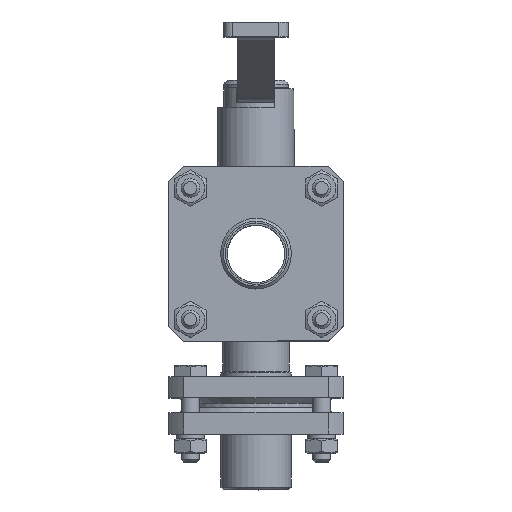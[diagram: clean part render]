
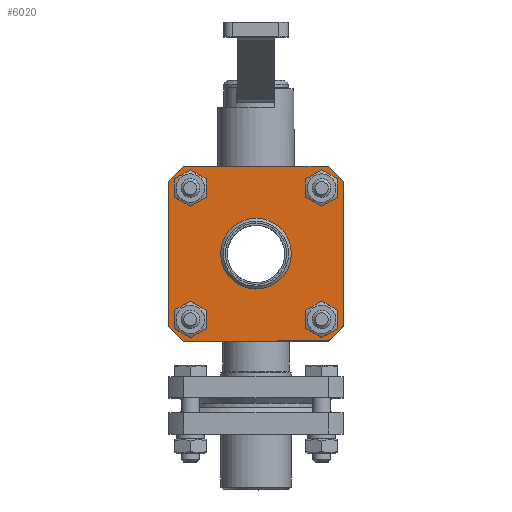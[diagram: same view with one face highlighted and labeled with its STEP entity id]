
A CAD part, top view. The second image highlights one B-rep face of the part: STEP entity #6020.
In plain terms, the highlighted planar face has unit normal (0, 0, 1).
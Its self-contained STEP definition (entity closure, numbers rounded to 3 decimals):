
#6020=ADVANCED_FACE('',(#11438,#11440,#11442,#11444,#11446,#11448),#11450,.F.);
#11438=FACE_BOUND('',#11439,.T.);
#11439=EDGE_LOOP('',(#14402,#14403,#14404,#14405,#14406,#14407,#14408,#14409));
#11440=FACE_BOUND('',#11441,.T.);
#11441=EDGE_LOOP('',(#14410));
#11442=FACE_BOUND('',#11443,.T.);
#11443=EDGE_LOOP('',(#14411));
#11444=FACE_BOUND('',#11445,.T.);
#11445=EDGE_LOOP('',(#14412));
#11446=FACE_BOUND('',#11447,.T.);
#11447=EDGE_LOOP('',(#14413));
#11448=FACE_BOUND('',#11449,.T.);
#11449=EDGE_LOOP('',(#14414));
#11450=PLANE('',#11451);
#11451=AXIS2_PLACEMENT_3D('',#11452,#11453,#11454);
#11452=CARTESIAN_POINT('',(0.,0.,62.5));
#11453=DIRECTION('',(0.,0.,-1.));
#11454=DIRECTION('',(-1.,-0.002,0.));
#14402=ORIENTED_EDGE('',*,*,#15864,.F.);
#14403=ORIENTED_EDGE('',*,*,#15865,.F.);
#14404=ORIENTED_EDGE('',*,*,#15866,.F.);
#14405=ORIENTED_EDGE('',*,*,#15867,.F.);
#14406=ORIENTED_EDGE('',*,*,#15868,.F.);
#14407=ORIENTED_EDGE('',*,*,#15869,.F.);
#14408=ORIENTED_EDGE('',*,*,#15870,.F.);
#14409=ORIENTED_EDGE('',*,*,#15871,.F.);
#14410=ORIENTED_EDGE('',*,*,#15848,.F.);
#14411=ORIENTED_EDGE('',*,*,#15850,.F.);
#14412=ORIENTED_EDGE('',*,*,#15852,.F.);
#14413=ORIENTED_EDGE('',*,*,#15854,.F.);
#14414=ORIENTED_EDGE('',*,*,#15863,.F.);
#15848=EDGE_CURVE('',#18084,#18084,#18085,.T.);
#15850=EDGE_CURVE('',#18088,#18088,#18089,.T.);
#15852=EDGE_CURVE('',#18092,#18092,#18093,.T.);
#15854=EDGE_CURVE('',#18096,#18096,#18097,.T.);
#15863=EDGE_CURVE('',#18114,#18114,#18115,.T.);
#15864=EDGE_CURVE('',#18116,#18117,#18118,.T.);
#15865=EDGE_CURVE('',#18119,#18116,#18120,.T.);
#15866=EDGE_CURVE('',#18121,#18119,#18122,.T.);
#15867=EDGE_CURVE('',#18123,#18121,#18124,.T.);
#15868=EDGE_CURVE('',#18125,#18123,#18126,.T.);
#15869=EDGE_CURVE('',#18127,#18125,#18128,.T.);
#15870=EDGE_CURVE('',#18129,#18127,#18130,.T.);
#15871=EDGE_CURVE('',#18117,#18129,#18131,.T.);
#18084=VERTEX_POINT('',#38441);
#18085=CIRCLE('',#38442,5.5);
#18088=VERTEX_POINT('',#38451);
#18089=CIRCLE('',#38452,5.5);
#18092=VERTEX_POINT('',#38461);
#18093=CIRCLE('',#38462,5.5);
#18096=VERTEX_POINT('',#38471);
#18097=CIRCLE('',#38472,5.5);
#18114=VERTEX_POINT('',#38516);
#18115=CIRCLE('',#38517,19.);
#18116=VERTEX_POINT('',#38521);
#18117=VERTEX_POINT('',#38522);
#18118=LINE('',#38523,#38524);
#18119=VERTEX_POINT('',#38526);
#18120=CIRCLE('',#38527,61.);
#18121=VERTEX_POINT('',#38531);
#18122=LINE('',#38532,#38533);
#18123=VERTEX_POINT('',#38535);
#18124=CIRCLE('',#38536,61.);
#18125=VERTEX_POINT('',#38540);
#18126=LINE('',#38541,#38542);
#18127=VERTEX_POINT('',#38544);
#18128=CIRCLE('',#38545,61.);
#18129=VERTEX_POINT('',#38549);
#18130=LINE('',#38550,#38551);
#18131=CIRCLE('',#38553,61.);
#38441=CARTESIAN_POINT('',(29.788,35.412,62.5));
#38442=AXIS2_PLACEMENT_3D('',#38443,#38444,#38445);
#38443=CARTESIAN_POINT('',(35.288,35.422,62.5));
#38444=DIRECTION('',(0.,0.,1.));
#38445=DIRECTION('',(-1.,-0.002,0.));
#38451=CARTESIAN_POINT('',(-40.922,35.278,62.5));
#38452=AXIS2_PLACEMENT_3D('',#38453,#38454,#38455);
#38453=CARTESIAN_POINT('',(-35.422,35.288,62.5));
#38454=DIRECTION('',(0.,0.,1.));
#38455=DIRECTION('',(-1.,-0.002,0.));
#38461=CARTESIAN_POINT('',(-40.788,-35.433,62.5));
#38462=AXIS2_PLACEMENT_3D('',#38463,#38464,#38465);
#38463=CARTESIAN_POINT('',(-35.288,-35.422,62.5));
#38464=DIRECTION('',(0.,0.,1.));
#38465=DIRECTION('',(-1.,-0.002,0.));
#38471=CARTESIAN_POINT('',(29.922,-35.299,62.5));
#38472=AXIS2_PLACEMENT_3D('',#38473,#38474,#38475);
#38473=CARTESIAN_POINT('',(35.422,-35.288,62.5));
#38474=DIRECTION('',(0.,0.,1.));
#38475=DIRECTION('',(-1.,-0.002,0.));
#38516=CARTESIAN_POINT('',(19.,0.,62.5));
#38517=AXIS2_PLACEMENT_3D('',#38518,#38519,#38520);
#38518=CARTESIAN_POINT('',(0.,0.,62.5));
#38519=DIRECTION('',(0.,0.,1.));
#38520=DIRECTION('',(1.,0.,0.));
#38521=CARTESIAN_POINT('',(-46.926,-38.974,62.5));
#38522=CARTESIAN_POINT('',(-47.074,38.795,62.5));
#38523=CARTESIAN_POINT('',(-46.926,-38.974,62.5));
#38524=VECTOR('',#38525,1.);
#38525=DIRECTION('',(-0.002,1.,0.));
#38526=CARTESIAN_POINT('',(-38.795,-47.074,62.5));
#38527=AXIS2_PLACEMENT_3D('',#38528,#38529,#38530);
#38528=CARTESIAN_POINT('',(0.,0.,62.5));
#38529=DIRECTION('',(0.,0.,-1.));
#38530=DIRECTION('',(-0.636,-0.772,0.));
#38531=CARTESIAN_POINT('',(38.974,-46.926,62.5));
#38532=CARTESIAN_POINT('',(38.974,-46.926,62.5));
#38533=VECTOR('',#38534,1.);
#38534=DIRECTION('',(-1.,-0.002,0.));
#38535=CARTESIAN_POINT('',(47.074,-38.795,62.5));
#38536=AXIS2_PLACEMENT_3D('',#38537,#38538,#38539);
#38537=CARTESIAN_POINT('',(0.,0.,62.5));
#38538=DIRECTION('',(0.,0.,-1.));
#38539=DIRECTION('',(0.772,-0.636,0.));
#38540=CARTESIAN_POINT('',(46.926,38.974,62.5));
#38541=CARTESIAN_POINT('',(46.926,38.974,62.5));
#38542=VECTOR('',#38543,1.);
#38543=DIRECTION('',(0.002,-1.,0.));
#38544=CARTESIAN_POINT('',(38.795,47.074,62.5));
#38545=AXIS2_PLACEMENT_3D('',#38546,#38547,#38548);
#38546=CARTESIAN_POINT('',(0.,0.,62.5));
#38547=DIRECTION('',(0.,0.,-1.));
#38548=DIRECTION('',(0.636,0.772,0.));
#38549=CARTESIAN_POINT('',(-38.974,46.926,62.5));
#38550=CARTESIAN_POINT('',(-38.974,46.926,62.5));
#38551=VECTOR('',#38552,1.);
#38552=DIRECTION('',(1.,0.002,0.));
#38553=AXIS2_PLACEMENT_3D('',#38554,#38555,#38556);
#38554=CARTESIAN_POINT('',(0.,0.,62.5));
#38555=DIRECTION('',(0.,0.,-1.));
#38556=DIRECTION('',(-0.772,0.636,0.));
